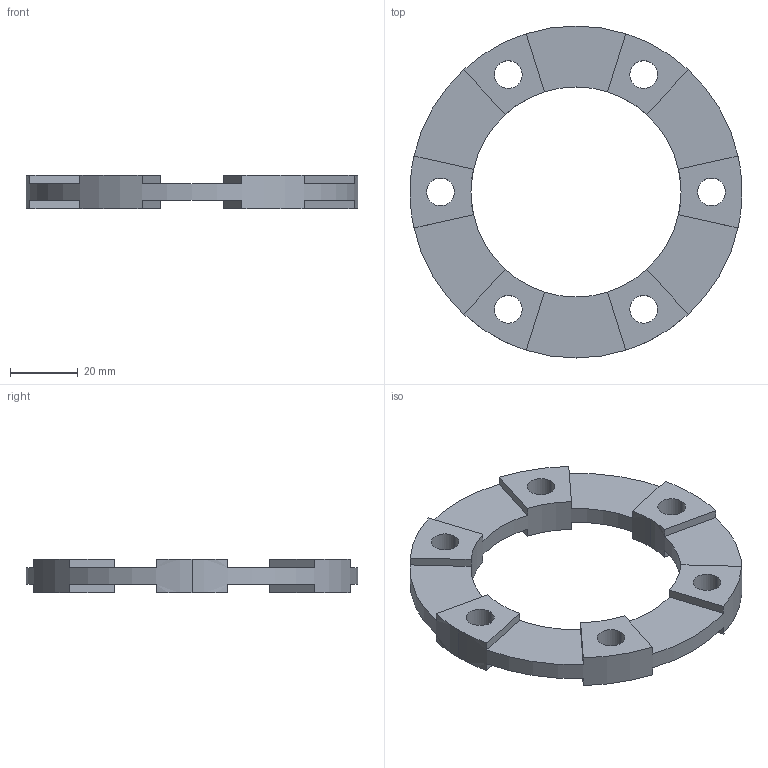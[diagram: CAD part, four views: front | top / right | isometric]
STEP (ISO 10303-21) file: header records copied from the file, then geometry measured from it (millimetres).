
FILE_DESCRIPTION (( 'STEP AP214' ), '1' );
FILE_NAME ('Entretoise boite disque 6 trous - allégée.STEP', '2022-12-19T20:09:45', ( '' ), ( '' ), 'SwSTEP 2.0', 'SolidWorks 2020', '' );
FILE_SCHEMA (( 'AUTOMOTIVE_DESIGN' ));
Length unit declared in the file: millimetre
Products named in the file (1): Entretoise boite disque 6 trous - allégée
Bounding box: 98 x 98 x 10 mm (x, y, z)
Volume: 28875.6 mm3; surface area: 14600.2 mm2
Topology: 1 solids, 1 shells, 64 faces, 192 edges, 128 vertices
Faces by surface type: plane 48, cylinder 16
Entity records: 2258 total; most frequent: DIRECTION 402, CARTESIAN_POINT 385, ORIENTED_EDGE 384, EDGE_CURVE 192, AXIS2_PLACEMENT_3D 145, VERTEX_POINT 128, LINE 112, VECTOR 112
